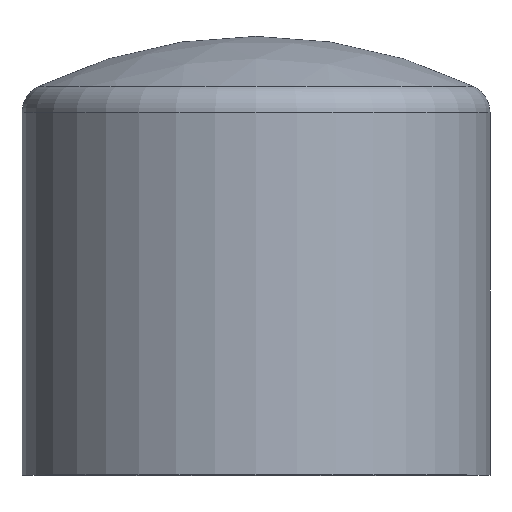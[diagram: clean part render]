
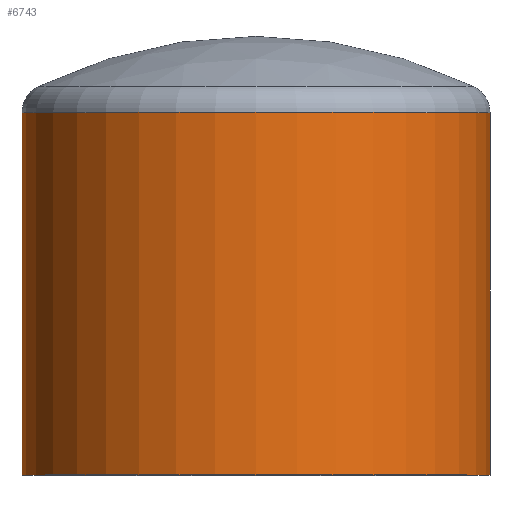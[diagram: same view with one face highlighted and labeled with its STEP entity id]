
A CAD part, top view. The second image highlights one B-rep face of the part: STEP entity #6743.
In plain terms, the highlighted cylindrical face has radius 8 mm (diameter 16 mm), a partial arc.
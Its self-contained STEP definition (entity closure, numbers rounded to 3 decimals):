
#406 = CARTESIAN_POINT ( 'NONE',  ( 0., 11.634, 0. ) ) ;
#459 = DIRECTION ( 'NONE',  ( 1., 0., 0. ) ) ;
#471 = VERTEX_POINT ( 'NONE', #3380 ) ;
#1618 = DIRECTION ( 'NONE',  ( 0., -1., 0. ) ) ;
#1735 = CARTESIAN_POINT ( 'NONE',  ( -8., 0., 0. ) ) ;
#2522 = CARTESIAN_POINT ( 'NONE',  ( -8., 11.634, 0. ) ) ;
#2648 = VECTOR ( 'NONE', #8198, 1000. ) ;
#2991 = ORIENTED_EDGE ( 'NONE', *, *, #4333, .F. ) ;
#3228 = CARTESIAN_POINT ( 'NONE',  ( 0., 0., 0. ) ) ;
#3380 = CARTESIAN_POINT ( 'NONE',  ( 8., 12.387, 0. ) ) ;
#4333 = EDGE_CURVE ( 'NONE', #12646, #4561, #12053, .T. ) ;
#4424 = CIRCLE ( 'NONE', #12078, 8. ) ;
#4561 = VERTEX_POINT ( 'NONE', #1735 ) ;
#4734 = AXIS2_PLACEMENT_3D ( 'NONE', #406, #1618, #459 ) ;
#5024 = CARTESIAN_POINT ( 'NONE',  ( -8., 12.387, 0. ) ) ;
#6533 = FACE_OUTER_BOUND ( 'NONE', #9048, .T. ) ;
#6743 = ADVANCED_FACE ( 'NONE', ( #6533 ), #11744, .T. ) ;
#7150 = ORIENTED_EDGE ( 'NONE', *, *, #13973, .T. ) ;
#8024 = EDGE_CURVE ( 'NONE', #471, #12646, #12929, .T. ) ;
#8198 = DIRECTION ( 'NONE',  ( 0., -1., 0. ) ) ;
#8359 = CARTESIAN_POINT ( 'NONE',  ( 8., 0., 0. ) ) ;
#8422 = EDGE_CURVE ( 'NONE', #471, #12673, #4424, .T. ) ;
#8465 = CARTESIAN_POINT ( 'NONE',  ( 8., 11.634, 0. ) ) ;
#8952 = VECTOR ( 'NONE', #13070, 1000. ) ;
#9048 = EDGE_LOOP ( 'NONE', ( #11947, #7150, #2991, #10883 ) ) ;
#9578 = AXIS2_PLACEMENT_3D ( 'NONE', #3228, #14274, #14221 ) ;
#10658 = DIRECTION ( 'NONE',  ( 0., -1., 0. ) ) ;
#10883 = ORIENTED_EDGE ( 'NONE', *, *, #8024, .F. ) ;
#11744 = CYLINDRICAL_SURFACE ( 'NONE', #4734, 8. ) ;
#11947 = ORIENTED_EDGE ( 'NONE', *, *, #8422, .T. ) ;
#12053 = CIRCLE ( 'NONE', #9578, 8. ) ;
#12078 = AXIS2_PLACEMENT_3D ( 'NONE', #13776, #10658, #13918 ) ;
#12646 = VERTEX_POINT ( 'NONE', #8359 ) ;
#12673 = VERTEX_POINT ( 'NONE', #5024 ) ;
#12929 = LINE ( 'NONE', #8465, #8952 ) ;
#13070 = DIRECTION ( 'NONE',  ( 0., -1., 0. ) ) ;
#13547 = LINE ( 'NONE', #2522, #2648 ) ;
#13776 = CARTESIAN_POINT ( 'NONE',  ( 0., 12.387, 0. ) ) ;
#13918 = DIRECTION ( 'NONE',  ( 1., 0., 0. ) ) ;
#13973 = EDGE_CURVE ( 'NONE', #12673, #4561, #13547, .T. ) ;
#14221 = DIRECTION ( 'NONE',  ( 1., 0., 0. ) ) ;
#14274 = DIRECTION ( 'NONE',  ( 0., -1., 0. ) ) ;
